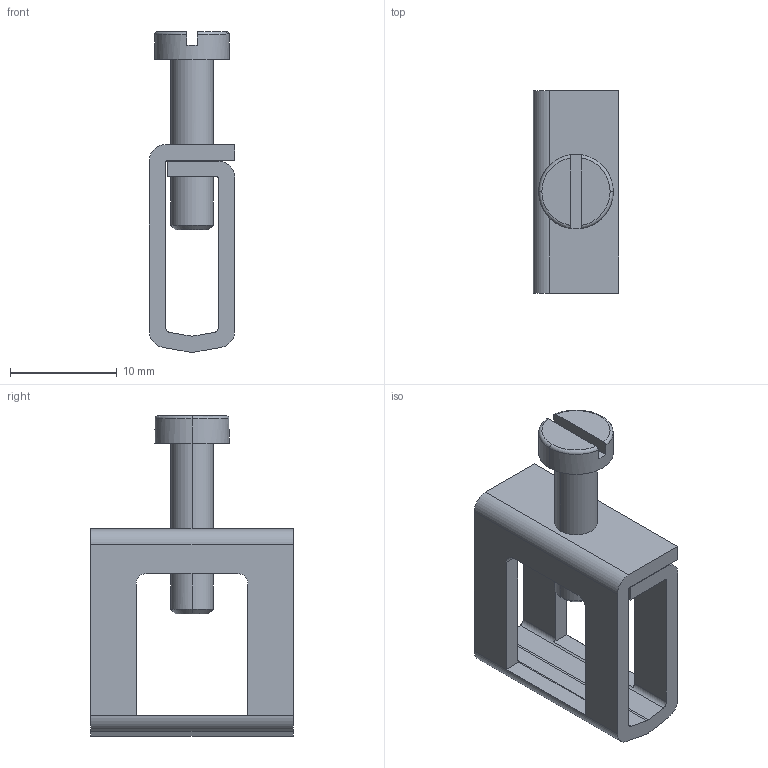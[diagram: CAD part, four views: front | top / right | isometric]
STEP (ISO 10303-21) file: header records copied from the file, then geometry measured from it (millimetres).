
FILE_DESCRIPTION(('CATIA V5R24 STEP','CAx-IF Rec.Pracs.--- Model Styling and Organization---1.2---2011-12-15'),'2;1');
FILE_NAME ('D1450349_0_1261300000_1261300000.stp','2017-03-06T08:49:09+00:00',('none'),('Weidmueller'),'CATIA Version 5-6 Release 2014 SP4 HF52','CATIA V5 STEP AP214','none');
FILE_SCHEMA(('AUTOMOTIVE_DESIGN { 1 0 10303 214 1 1 1 1 }'));
Length unit declared in the file: millimetre
Products named in the file (1): v5-standard_part
Bounding box: 8 x 19 x 30.08 mm (x, y, z)
Volume: 1303.5 mm3; surface area: 2007.4 mm2
Topology: 1 solids, 1 shells, 59 faces, 172 edges, 116 vertices
Faces by surface type: plane 31, cylinder 22, torus 4, cone 2
Entity records: 2048 total; most frequent: CARTESIAN_POINT 455, ORIENTED_EDGE 344, DIRECTION 284, EDGE_CURVE 172, AXIS2_PLACEMENT_3D 123, VERTEX_POINT 116, VECTOR 100, LINE 100
